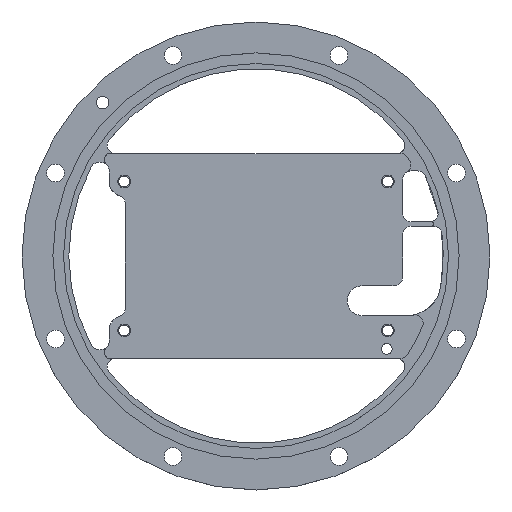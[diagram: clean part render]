
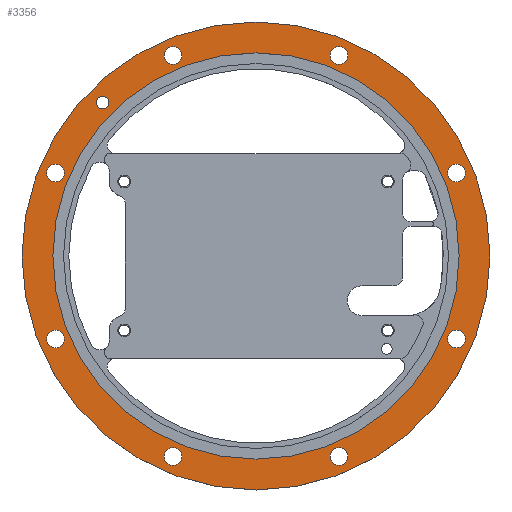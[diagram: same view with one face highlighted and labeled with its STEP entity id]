
A CAD part, top view. The second image highlights one B-rep face of the part: STEP entity #3356.
In plain terms, the highlighted planar face has unit normal (0, 0, 1).
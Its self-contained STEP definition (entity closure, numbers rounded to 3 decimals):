
#62=FACE_BOUND('',#326,.T.);
#63=FACE_BOUND('',#327,.T.);
#64=FACE_BOUND('',#328,.T.);
#65=FACE_BOUND('',#329,.T.);
#66=FACE_BOUND('',#330,.T.);
#67=FACE_BOUND('',#331,.T.);
#68=FACE_BOUND('',#332,.T.);
#69=FACE_BOUND('',#333,.T.);
#70=FACE_BOUND('',#334,.T.);
#71=FACE_BOUND('',#335,.T.);
#80=PLANE('',#3659);
#120=FACE_OUTER_BOUND('',#325,.T.);
#325=EDGE_LOOP('',(#2294));
#326=EDGE_LOOP('',(#2295));
#327=EDGE_LOOP('',(#2296));
#328=EDGE_LOOP('',(#2297));
#329=EDGE_LOOP('',(#2298));
#330=EDGE_LOOP('',(#2299));
#331=EDGE_LOOP('',(#2300));
#332=EDGE_LOOP('',(#2301));
#333=EDGE_LOOP('',(#2302));
#334=EDGE_LOOP('',(#2303));
#335=EDGE_LOOP('',(#2304));
#1089=CIRCLE('',#3658,55.);
#1090=CIRCLE('',#3660,1.5);
#1091=CIRCLE('',#3661,2.1);
#1092=CIRCLE('',#3662,2.1);
#1093=CIRCLE('',#3663,2.1);
#1094=CIRCLE('',#3664,2.1);
#1095=CIRCLE('',#3665,2.1);
#1096=CIRCLE('',#3666,2.1);
#1097=CIRCLE('',#3667,2.1);
#1098=CIRCLE('',#3668,2.1);
#1099=CIRCLE('',#3669,47.75);
#1404=VERTEX_POINT('',#5471);
#1405=VERTEX_POINT('',#5475);
#1406=VERTEX_POINT('',#5477);
#1407=VERTEX_POINT('',#5479);
#1408=VERTEX_POINT('',#5481);
#1409=VERTEX_POINT('',#5483);
#1410=VERTEX_POINT('',#5485);
#1411=VERTEX_POINT('',#5487);
#1412=VERTEX_POINT('',#5489);
#1413=VERTEX_POINT('',#5491);
#1414=VERTEX_POINT('',#5493);
#1759=EDGE_CURVE('',#1404,#1404,#1089,.T.);
#1761=EDGE_CURVE('',#1405,#1405,#1090,.T.);
#1762=EDGE_CURVE('',#1406,#1406,#1091,.T.);
#1763=EDGE_CURVE('',#1407,#1407,#1092,.T.);
#1764=EDGE_CURVE('',#1408,#1408,#1093,.T.);
#1765=EDGE_CURVE('',#1409,#1409,#1094,.T.);
#1766=EDGE_CURVE('',#1410,#1410,#1095,.T.);
#1767=EDGE_CURVE('',#1411,#1411,#1096,.T.);
#1768=EDGE_CURVE('',#1412,#1412,#1097,.T.);
#1769=EDGE_CURVE('',#1413,#1413,#1098,.T.);
#1770=EDGE_CURVE('',#1414,#1414,#1099,.T.);
#2294=ORIENTED_EDGE('',*,*,#1759,.T.);
#2295=ORIENTED_EDGE('',*,*,#1761,.T.);
#2296=ORIENTED_EDGE('',*,*,#1762,.T.);
#2297=ORIENTED_EDGE('',*,*,#1763,.T.);
#2298=ORIENTED_EDGE('',*,*,#1764,.T.);
#2299=ORIENTED_EDGE('',*,*,#1765,.T.);
#2300=ORIENTED_EDGE('',*,*,#1766,.T.);
#2301=ORIENTED_EDGE('',*,*,#1767,.T.);
#2302=ORIENTED_EDGE('',*,*,#1768,.T.);
#2303=ORIENTED_EDGE('',*,*,#1769,.T.);
#2304=ORIENTED_EDGE('',*,*,#1770,.T.);
#3356=ADVANCED_FACE('',(#120,#62,#63,#64,#65,#66,#67,#68,#69,#70,#71),#80,
 .T.);
#3658=AXIS2_PLACEMENT_3D('',#5472,#4267,#4268);
#3659=AXIS2_PLACEMENT_3D('',#5474,#4270,#4271);
#3660=AXIS2_PLACEMENT_3D('',#5476,#4272,#4273);
#3661=AXIS2_PLACEMENT_3D('',#5478,#4274,#4275);
#3662=AXIS2_PLACEMENT_3D('',#5480,#4276,#4277);
#3663=AXIS2_PLACEMENT_3D('',#5482,#4278,#4279);
#3664=AXIS2_PLACEMENT_3D('',#5484,#4280,#4281);
#3665=AXIS2_PLACEMENT_3D('',#5486,#4282,#4283);
#3666=AXIS2_PLACEMENT_3D('',#5488,#4284,#4285);
#3667=AXIS2_PLACEMENT_3D('',#5490,#4286,#4287);
#3668=AXIS2_PLACEMENT_3D('',#5492,#4288,#4289);
#3669=AXIS2_PLACEMENT_3D('',#5494,#4290,#4291);
#4267=DIRECTION('center_axis',(0.,0.,1.));
#4268=DIRECTION('ref_axis',(-1.,0.,0.));
#4270=DIRECTION('center_axis',(0.,0.,1.));
#4271=DIRECTION('ref_axis',(1.,0.,0.));
#4272=DIRECTION('center_axis',(0.,0.,-1.));
#4273=DIRECTION('ref_axis',(-1.,0.,0.));
#4274=DIRECTION('center_axis',(0.,0.,-1.));
#4275=DIRECTION('ref_axis',(1.,0.,0.));
#4276=DIRECTION('center_axis',(0.,0.,-1.));
#4277=DIRECTION('ref_axis',(0.707,0.707,0.));
#4278=DIRECTION('center_axis',(0.,0.,-1.));
#4279=DIRECTION('ref_axis',(0.,1.,0.));
#4280=DIRECTION('center_axis',(0.,0.,-1.));
#4281=DIRECTION('ref_axis',(-0.707,0.707,0.));
#4282=DIRECTION('center_axis',(0.,0.,-1.));
#4283=DIRECTION('ref_axis',(-1.,0.,0.));
#4284=DIRECTION('center_axis',(0.,0.,-1.));
#4285=DIRECTION('ref_axis',(-0.707,-0.707,0.));
#4286=DIRECTION('center_axis',(0.,0.,-1.));
#4287=DIRECTION('ref_axis',(0.,-1.,0.));
#4288=DIRECTION('center_axis',(0.,0.,-1.));
#4289=DIRECTION('ref_axis',(0.707,-0.707,0.));
#4290=DIRECTION('center_axis',(0.,0.,-1.));
#4291=DIRECTION('ref_axis',(0.,-1.,0.));
#5471=CARTESIAN_POINT('',(-55.,0.,5.));
#5472=CARTESIAN_POINT('Origin',(0.,0.,5.));
#5474=CARTESIAN_POINT('Origin',(0.,0.,5.));
#5475=CARTESIAN_POINT('',(-37.562,36.062,5.));
#5476=CARTESIAN_POINT('Origin',(-36.062,36.062,5.));
#5477=CARTESIAN_POINT('',(49.218,19.517,5.));
#5478=CARTESIAN_POINT('Origin',(47.118,19.517,5.));
#5479=CARTESIAN_POINT('',(21.002,48.603,5.));
#5480=CARTESIAN_POINT('Origin',(19.517,47.118,5.));
#5481=CARTESIAN_POINT('',(-19.517,49.218,5.));
#5482=CARTESIAN_POINT('Origin',(-19.517,47.118,5.));
#5483=CARTESIAN_POINT('',(-48.603,21.002,5.));
#5484=CARTESIAN_POINT('Origin',(-47.118,19.517,5.));
#5485=CARTESIAN_POINT('',(-49.218,-19.517,5.));
#5486=CARTESIAN_POINT('Origin',(-47.118,-19.517,5.));
#5487=CARTESIAN_POINT('',(-21.002,-48.603,5.));
#5488=CARTESIAN_POINT('Origin',(-19.517,-47.118,5.));
#5489=CARTESIAN_POINT('',(19.517,-49.218,5.));
#5490=CARTESIAN_POINT('Origin',(19.517,-47.118,5.));
#5491=CARTESIAN_POINT('',(48.603,-21.002,5.));
#5492=CARTESIAN_POINT('Origin',(47.118,-19.517,5.));
#5493=CARTESIAN_POINT('',(0.,47.75,5.));
#5494=CARTESIAN_POINT('Origin',(0.,0.,5.));
